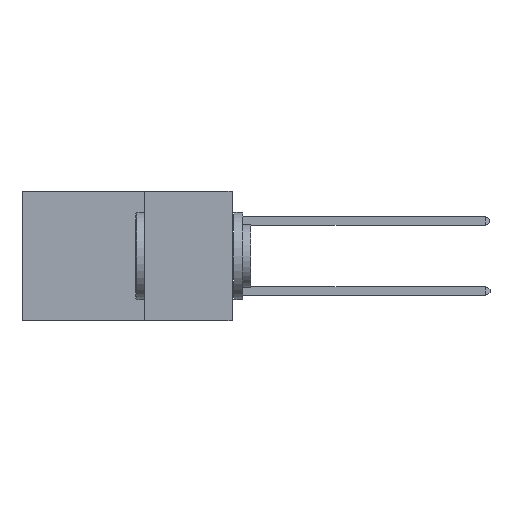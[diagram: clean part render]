
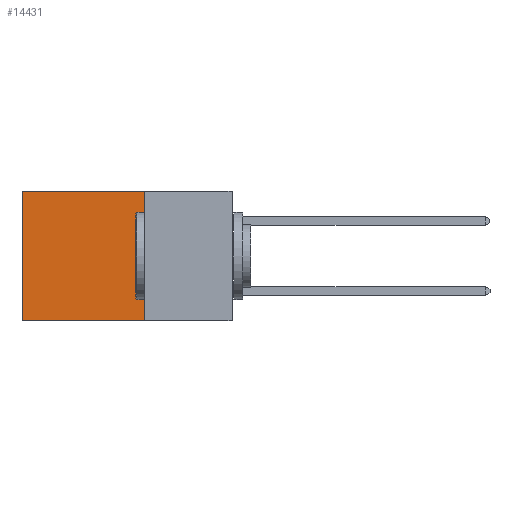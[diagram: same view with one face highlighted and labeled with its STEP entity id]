
A CAD part, left-side view. The second image highlights one B-rep face of the part: STEP entity #14431.
In plain terms, the highlighted planar face has unit normal (-1, 0, 0).
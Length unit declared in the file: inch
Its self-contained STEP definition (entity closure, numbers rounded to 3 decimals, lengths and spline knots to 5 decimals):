
#20 = DIRECTION ( 'NONE',  ( 0., 1., 0. ) ) ;
#234 = CARTESIAN_POINT ( 'NONE',  ( 0.2875, 0.25, 0. ) ) ;
#671 = EDGE_CURVE ( 'NONE', #11096, #7712, #8088, .T. ) ;
#715 = EDGE_CURVE ( 'NONE', #7712, #13845, #17919, .T. ) ;
#995 = LINE ( 'NONE', #4226, #16827 ) ;
#1026 = EDGE_CURVE ( 'NONE', #1195, #13845, #995, .T. ) ;
#1195 = VERTEX_POINT ( 'NONE', #18351 ) ;
#1608 = EDGE_CURVE ( 'NONE', #11096, #1195, #2901, .T. ) ;
#2678 = VECTOR ( 'NONE', #18781, 39.37008 ) ;
#2901 = LINE ( 'NONE', #12335, #18142 ) ;
#3125 = FACE_OUTER_BOUND ( 'NONE', #9874, .T. ) ;
#4180 = DIRECTION ( 'NONE',  ( 0., 1., 0. ) ) ;
#4226 = CARTESIAN_POINT ( 'NONE',  ( 0.2875, 0.25, -0.37 ) ) ;
#4367 = ORIENTED_EDGE ( 'NONE', *, *, #1026, .F. ) ;
#6719 = AXIS2_PLACEMENT_3D ( 'NONE', #13710, #18001, #9261 ) ;
#7712 = VERTEX_POINT ( 'NONE', #10109 ) ;
#7783 = PLANE ( 'NONE',  #6719 ) ;
#8088 = LINE ( 'NONE', #234, #11136 ) ;
#8317 = ORIENTED_EDGE ( 'NONE', *, *, #1608, .F. ) ;
#9261 = DIRECTION ( 'NONE',  ( 0., 0., -1. ) ) ;
#9874 = EDGE_LOOP ( 'NONE', ( #19007, #4367, #8317, #16153 ) ) ;
#10109 = CARTESIAN_POINT ( 'NONE',  ( 0.2875, 0.6, 0. ) ) ;
#10924 = CARTESIAN_POINT ( 'NONE',  ( 0.2875, 0.6, -0.37 ) ) ;
#11096 = VERTEX_POINT ( 'NONE', #18803 ) ;
#11136 = VECTOR ( 'NONE', #20, 39.37008 ) ;
#12003 = DIRECTION ( 'NONE',  ( 0., 0., -1. ) ) ;
#12335 = CARTESIAN_POINT ( 'NONE',  ( 0.2875, 0.25, 0. ) ) ;
#13710 = CARTESIAN_POINT ( 'NONE',  ( 0.2875, 0.25, 0. ) ) ;
#13845 = VERTEX_POINT ( 'NONE', #10924 ) ;
#14431 = ADVANCED_FACE ( 'NONE', ( #3125 ), #7783, .F. ) ;
#16153 = ORIENTED_EDGE ( 'NONE', *, *, #671, .T. ) ;
#16827 = VECTOR ( 'NONE', #4180, 39.37008 ) ;
#17919 = LINE ( 'NONE', #18434, #2678 ) ;
#18001 = DIRECTION ( 'NONE',  ( 1., 0., 0. ) ) ;
#18142 = VECTOR ( 'NONE', #12003, 39.37008 ) ;
#18351 = CARTESIAN_POINT ( 'NONE',  ( 0.2875, 0.25, -0.37 ) ) ;
#18434 = CARTESIAN_POINT ( 'NONE',  ( 0.2875, 0.6, 0. ) ) ;
#18781 = DIRECTION ( 'NONE',  ( 0., 0., -1. ) ) ;
#18803 = CARTESIAN_POINT ( 'NONE',  ( 0.2875, 0.25, 0. ) ) ;
#19007 = ORIENTED_EDGE ( 'NONE', *, *, #715, .T. ) ;
